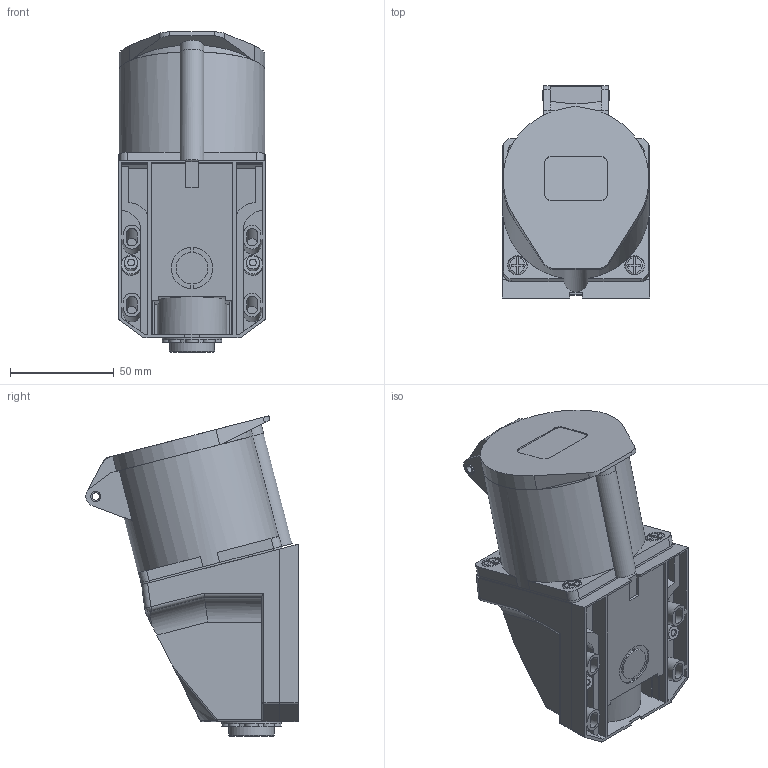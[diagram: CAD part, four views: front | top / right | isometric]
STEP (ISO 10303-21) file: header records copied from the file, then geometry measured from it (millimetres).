
FILE_DESCRIPTION (( 'STEP AP203' ), '1' );
FILE_NAME ('ps-125-32-380.ÃÌ Ðîçåòêà ñòàöèîíàðíàÿ íàðóæíàÿ 125 3Ð+ÐÅ+N 32À 380Â IP44 EKF.STEP', '2025-10-01T08:01:30', ( '' ), ( '' ), 'SwSTEP 2.0', 'SolidWorks 2021', '' );
FILE_SCHEMA (( 'CONFIG_CONTROL_DESIGN' ));
Length unit declared in the file: millimetre
Products named in the file (4): ps-125-32-380.ÃÌ Ðîçåòêà ñòàöèîíàðíàÿ íàðóæíàÿ 125 3Ð+ÐÅ+N 32À 380Â IP44 EKF; Êîðïóñ-ðîçåòêè ñ èñïðàâëåíèÿìè_00; Êîïèÿ 435^ps-125-32-380.ÃÌ Ðîçåòêà ñòàöèîíàðíàÿ íàðóæíàÿ 125 3Ð+ÐÅ+N 32À 380Â IP44 EKF_00; Êîïèÿ Ñîåäèíèòü2^ps-125-32-380.ÃÌ Ðîçåòêà ñòàöèîíàðíàÿ íàðóæíàÿ 125 3Ð+ÐÅ+N 32À 380Â IP44 EKF_00
Assembly tree (3 placements, depth 2):
  ps-125-32-380.ÃÌ Ðîçåòêà ñòàöèîíàðíàÿ íàðóæíàÿ 125 3Ð+ÐÅ+N 32À 380Â IP44 EKF
    Êîðïóñ-ðîçåòêè ñ èñïðàâëåíèÿìè_00
    Êîïèÿ 435^ps-125-32-380.ÃÌ Ðîçåòêà ñòàöèîíàðíàÿ íàðóæíàÿ 125 3Ð+ÐÅ+N 32À 380Â IP44 EKF_00
    Êîïèÿ Ñîåäèíèòü2^ps-125-32-380.ÃÌ Ðîçåòêà ñòàöèîíàðíàÿ íàðóæíàÿ 125 3Ð+ÐÅ+N 32À 380Â IP44 EKF_00
Bounding box: 71 x 102.37 x 154.43 mm (x, y, z)
Volume: 460857.8 mm3; surface area: 95059.8 mm2
Topology: 3 solids, 3 shells, 453 faces, 1182 edges, 773 vertices
Faces by surface type: plane 277, cylinder 135, bspline 19, torus 13, sphere 8, cone 1
Full cylindrical faces by diameter (mm): 3.35 x2, 3.5 x1, 4 x6, 4.75 x1, 5 x2, 6.5 x2, 6.55 x2, 6.75 x3, 7 x4, 9 x1, 9.3 x8, 9.5 x8, 13.5 x4, 21.75 x1, 28.6 x1
Entity records: 15043 total; most frequent: CARTESIAN_POINT 3887, ORIENTED_EDGE 2208, DIRECTION 2182, EDGE_CURVE 1104, VERTEX_POINT 751, AXIS2_PLACEMENT_3D 749, VECTOR 684, LINE 684
